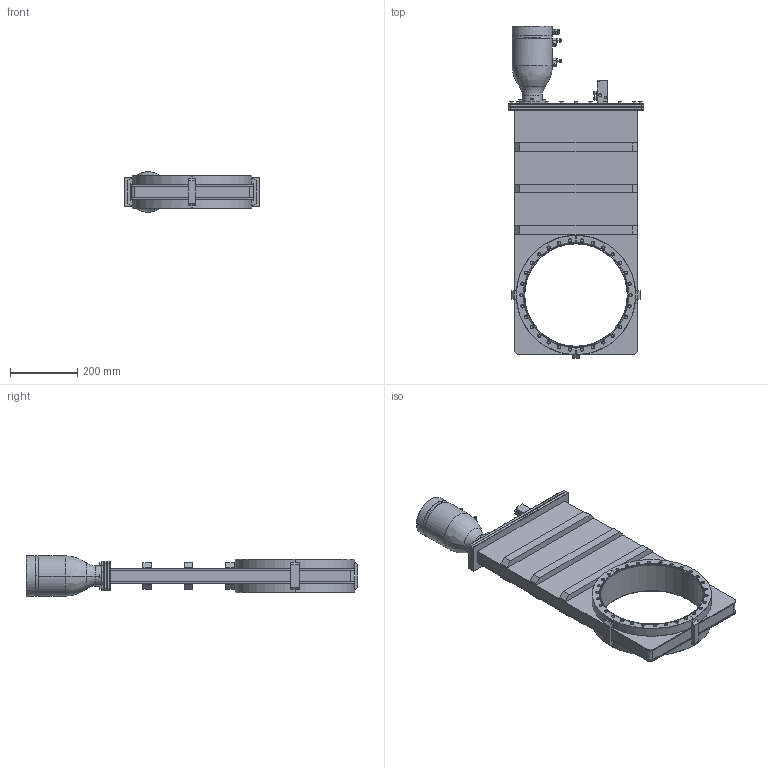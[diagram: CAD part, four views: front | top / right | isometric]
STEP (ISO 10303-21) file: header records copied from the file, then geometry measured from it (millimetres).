
FILE_DESCRIPTION((''),'2;1');
FILE_NAME('11212-1200R','2011-02-15T',('jd'),(''),'PRO/ENGINEER BY PARAMETRIC TECHNOLOGY CORPORATION, 2010280','PRO/ENGINEER BY PARAMETRIC TECHNOLOGY CORPORATION, 2010280','');
FILE_SCHEMA(('CONFIG_CONTROL_DESIGN'));
Length unit declared in the file: inch
Products named in the file (1): 11212-1200R
Bounding box: 403.23 x 987.45 x 120.26 mm (x, y, z)
Volume: 13268710.8 mm3; surface area: 1008946.4 mm2
Topology: 4 solids, 66 shells, 1315 faces, 3034 edges, 1943 vertices
Faces by surface type: plane 618, cylinder 403, cone 264, torus 28, bspline 2
Entity records: 38361 total; most frequent: CARTESIAN_POINT 8160, DIRECTION 6504, ORIENTED_EDGE 5820, EDGE_CURVE 3034, AXIS2_PLACEMENT_3D 2453, VERTEX_POINT 1943, VECTOR 1598, LINE 1598
